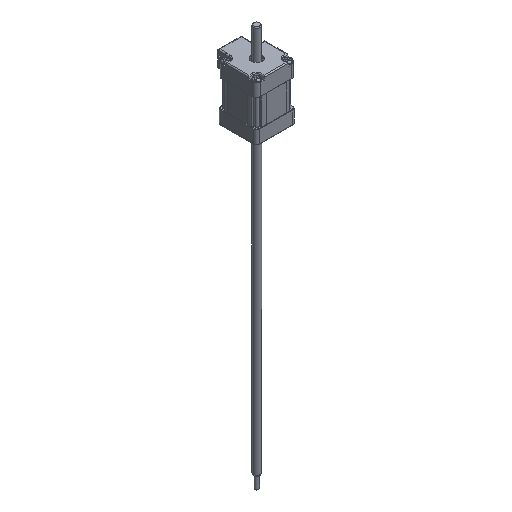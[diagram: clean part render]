
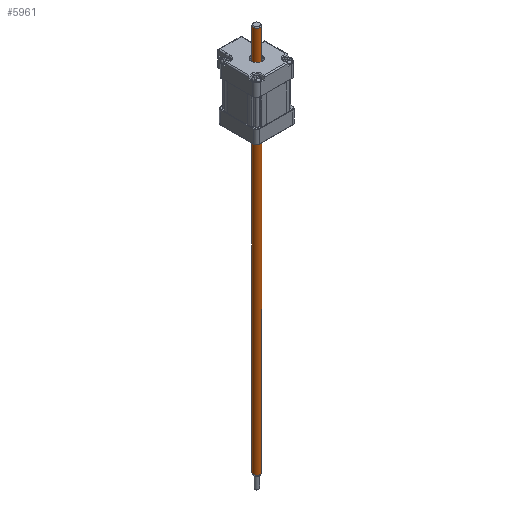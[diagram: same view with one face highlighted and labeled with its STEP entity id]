
A CAD part, isometric view. The second image highlights one B-rep face of the part: STEP entity #5961.
In plain terms, the highlighted cylindrical face has radius 1.75 mm (diameter 3.5 mm), a partial arc.
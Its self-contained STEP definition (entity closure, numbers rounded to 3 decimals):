
#856 = DIRECTION ( 'NONE',  ( 0., 0., -1. ) ) ;
#1078 = CIRCLE ( 'NONE', #7013, 1.75 ) ;
#1218 = DIRECTION ( 'NONE',  ( 0., 0., -1. ) ) ;
#1262 = DIRECTION ( 'NONE',  ( -0.725, 0.689, 0. ) ) ;
#1561 = EDGE_LOOP ( 'NONE', ( #7842, #2221, #2243, #2570 ) ) ;
#1816 = VERTEX_POINT ( 'NONE', #2053 ) ;
#1877 = EDGE_CURVE ( 'NONE', #3979, #6784, #11158, .T. ) ;
#1934 = CARTESIAN_POINT ( 'NONE',  ( 3.721, -4.459, 30.416 ) ) ;
#2053 = CARTESIAN_POINT ( 'NONE',  ( 1.185, -2.047, -167.785 ) ) ;
#2150 = CARTESIAN_POINT ( 'NONE',  ( 1.185, -2.047, 30.416 ) ) ;
#2221 = ORIENTED_EDGE ( 'NONE', *, *, #1877, .T. ) ;
#2243 = ORIENTED_EDGE ( 'NONE', *, *, #9045, .T. ) ;
#2270 = CARTESIAN_POINT ( 'NONE',  ( 3.721, -4.459, -140.484 ) ) ;
#2279 = VECTOR ( 'NONE', #856, 1000. ) ;
#2570 = ORIENTED_EDGE ( 'NONE', *, *, #6293, .T. ) ;
#2665 = DIRECTION ( 'NONE',  ( 0., 0., 1. ) ) ;
#3979 = VERTEX_POINT ( 'NONE', #1934 ) ;
#4089 = CYLINDRICAL_SURFACE ( 'NONE', #7825, 1.75 ) ;
#4842 = DIRECTION ( 'NONE',  ( 0., 0., -1. ) ) ;
#5921 = VECTOR ( 'NONE', #10236, 1000. ) ;
#5961 = ADVANCED_FACE ( 'NONE', ( #11144 ), #4089, .T. ) ;
#6293 = EDGE_CURVE ( 'NONE', #1816, #9148, #1078, .T. ) ;
#6784 = VERTEX_POINT ( 'NONE', #2150 ) ;
#7013 = AXIS2_PLACEMENT_3D ( 'NONE', #7939, #2665, #8824 ) ;
#7825 = AXIS2_PLACEMENT_3D ( 'NONE', #9179, #1218, #1262 ) ;
#7842 = ORIENTED_EDGE ( 'NONE', *, *, #10577, .F. ) ;
#7939 = CARTESIAN_POINT ( 'NONE',  ( 2.453, -3.253, -167.785 ) ) ;
#8240 = LINE ( 'NONE', #2270, #5921 ) ;
#8824 = DIRECTION ( 'NONE',  ( 0.725, -0.689, 0. ) ) ;
#8910 = CARTESIAN_POINT ( 'NONE',  ( 3.721, -4.459, -167.785 ) ) ;
#9045 = EDGE_CURVE ( 'NONE', #6784, #1816, #9322, .T. ) ;
#9148 = VERTEX_POINT ( 'NONE', #8910 ) ;
#9179 = CARTESIAN_POINT ( 'NONE',  ( 2.453, -3.253, -140.484 ) ) ;
#9322 = LINE ( 'NONE', #11438, #2279 ) ;
#9647 = AXIS2_PLACEMENT_3D ( 'NONE', #10150, #4842, #11027 ) ;
#10150 = CARTESIAN_POINT ( 'NONE',  ( 2.453, -3.253, 30.416 ) ) ;
#10236 = DIRECTION ( 'NONE',  ( 0., 0., -1. ) ) ;
#10577 = EDGE_CURVE ( 'NONE', #3979, #9148, #8240, .T. ) ;
#11027 = DIRECTION ( 'NONE',  ( -0.725, 0.689, 0. ) ) ;
#11144 = FACE_OUTER_BOUND ( 'NONE', #1561, .T. ) ;
#11158 = CIRCLE ( 'NONE', #9647, 1.75 ) ;
#11438 = CARTESIAN_POINT ( 'NONE',  ( 1.185, -2.047, -140.484 ) ) ;
